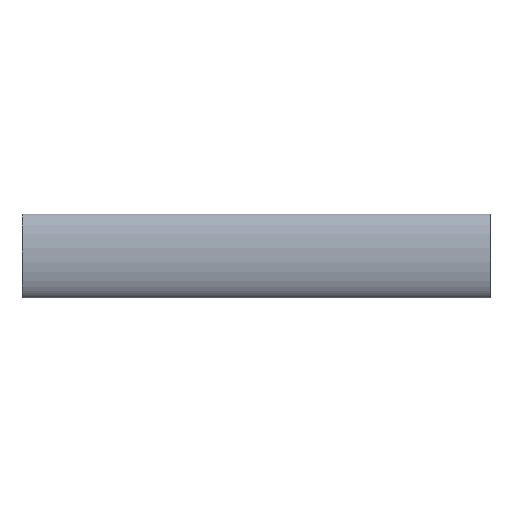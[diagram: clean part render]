
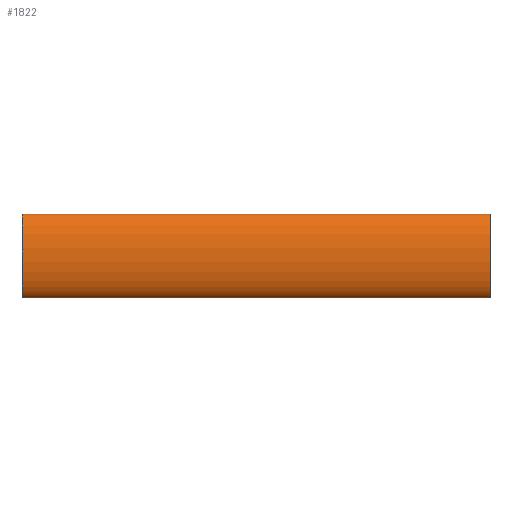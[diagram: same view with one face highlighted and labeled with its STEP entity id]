
A CAD part, left-side view. The second image highlights one B-rep face of the part: STEP entity #1822.
In plain terms, the highlighted free-form (B-spline) face has degree [3, 1] with [4, 2] control points.
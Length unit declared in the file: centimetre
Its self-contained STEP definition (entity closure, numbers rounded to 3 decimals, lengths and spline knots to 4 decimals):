
#15 = EDGE_CURVE ( 'NONE', #1710, #1546, #2321, .T. ) ;
#57 = CARTESIAN_POINT ( 'NONE',  ( -3., 14.5, -1.3 ) ) ;
#100 = CARTESIAN_POINT ( 'NONE',  ( -3., 14.5, 1.3 ) ) ;
#123 = DIRECTION ( 'NONE',  ( 0., -1., 0. ) ) ;
#127 = CARTESIAN_POINT ( 'NONE',  ( -3.97, 0., 1.3 ) ) ;
#221 = CARTESIAN_POINT ( 'NONE',  ( -3., 0., 1.3 ) ) ;
#286 = CARTESIAN_POINT ( 'NONE',  ( -3., 14.5, -1.3 ) ) ;
#298 = CARTESIAN_POINT ( 'NONE',  ( -3., 14.5, -1.3 ) ) ;
#357 = CARTESIAN_POINT ( 'NONE',  ( -3., 0., 1.3 ) ) ;
#429 = CARTESIAN_POINT ( 'NONE',  ( -3., 14.5, 1.3 ) ) ;
#470 = CARTESIAN_POINT ( 'NONE',  ( -3., 0., -1.3 ) ) ;
#492 = VERTEX_POINT ( 'NONE', #357 ) ;
#617 = CARTESIAN_POINT ( 'NONE',  ( -3.97, 14.5, 1.3 ) ) ;
#619 = DIRECTION ( 'NONE',  ( 0., -1., 0. ) ) ;
#740 = ORIENTED_EDGE ( 'NONE', *, *, #15, .F. ) ;
#759 = CARTESIAN_POINT ( 'NONE',  ( -3.97, 0., 1.3 ) ) ;
#818 = FACE_OUTER_BOUND ( 'NONE', #1996, .T. ) ;
#829 = CARTESIAN_POINT ( 'NONE',  ( -3.97, 14.5, -1.3 ) ) ;
#1010 = EDGE_CURVE ( 'NONE', #1710, #1216, #1569, .T. ) ;
#1018 = CARTESIAN_POINT ( 'NONE',  ( -3., 14.5, 1.3 ) ) ;
#1020 = CARTESIAN_POINT ( 'NONE',  ( -3.97, 0., -1.3 ) ) ;
#1146 = CARTESIAN_POINT ( 'NONE',  ( -3.97, 0., -1.3 ) ) ;
#1174 = VECTOR ( 'NONE', #123, 100. ) ;
#1216 = VERTEX_POINT ( 'NONE', #1835 ) ;
#1380 = ORIENTED_EDGE ( 'NONE', *, *, #1010, .T. ) ;
#1546 = VERTEX_POINT ( 'NONE', #100 ) ;
#1563 = CARTESIAN_POINT ( 'NONE',  ( -3., 14.5, 1.3 ) ) ;
#1569 = LINE ( 'NONE', #298, #1174 ) ;
#1607 =( BOUNDED_CURVE ( )  B_SPLINE_CURVE ( 3, ( #1708, #1146, #759, #221 ),
 .UNSPECIFIED., .F., .T. ) 
 B_SPLINE_CURVE_WITH_KNOTS ( ( 4, 4 ),
 ( 3.1416, 6.2832 ),
 .UNSPECIFIED. ) 
 CURVE ( )  GEOMETRIC_REPRESENTATION_ITEM ( )  RATIONAL_B_SPLINE_CURVE ( ( 1., 0.333, 0.333, 1. ) ) 
 REPRESENTATION_ITEM ( '' )  );
#1664 = EDGE_CURVE ( 'NONE', #1216, #492, #1607, .T. ) ;
#1704 = CARTESIAN_POINT ( 'NONE',  ( -3.97, 14.5, -1.3 ) ) ;
#1708 = CARTESIAN_POINT ( 'NONE',  ( -3., 0., -1.3 ) ) ;
#1710 = VERTEX_POINT ( 'NONE', #57 ) ;
#1745 = CARTESIAN_POINT ( 'NONE',  ( -3.97, 14.5, 1.3 ) ) ;
#1822 = ADVANCED_FACE ( 'NONE', ( #818 ), #2094, .F. ) ;
#1835 = CARTESIAN_POINT ( 'NONE',  ( -3., 0., -1.3 ) ) ;
#1996 = EDGE_LOOP ( 'NONE', ( #740, #1380, #2125, #2043 ) ) ;
#2043 = ORIENTED_EDGE ( 'NONE', *, *, #2170, .F. ) ;
#2076 = LINE ( 'NONE', #1018, #2334 ) ;
#2091 = CARTESIAN_POINT ( 'NONE',  ( -3., 14.5, -1.3 ) ) ;
#2094 =( BOUNDED_SURFACE ( )  B_SPLINE_SURFACE ( 3, 1, ( 
 ( #2091, #470 ),
 ( #829, #1020 ),
 ( #1745, #127 ),
 ( #1563, #2290 ) ),
 .UNSPECIFIED., .F., .F., .F. ) 
 B_SPLINE_SURFACE_WITH_KNOTS ( ( 4, 4 ),
 ( 2, 2 ),
 ( 0., 1. ),
 ( 0., 1. ),
 .UNSPECIFIED. ) 
 GEOMETRIC_REPRESENTATION_ITEM ( )  RATIONAL_B_SPLINE_SURFACE ( (
 ( 1., 1.),
 ( 0.333, 0.333),
 ( 0.333, 0.333),
 ( 1., 1.) ) ) 
 REPRESENTATION_ITEM ( '' )  SURFACE ( )  );
#2125 = ORIENTED_EDGE ( 'NONE', *, *, #1664, .T. ) ;
#2170 = EDGE_CURVE ( 'NONE', #1546, #492, #2076, .T. ) ;
#2290 = CARTESIAN_POINT ( 'NONE',  ( -3., 0., 1.3 ) ) ;
#2321 =( BOUNDED_CURVE ( )  B_SPLINE_CURVE ( 3, ( #286, #1704, #617, #429 ),
 .UNSPECIFIED., .F., .T. ) 
 B_SPLINE_CURVE_WITH_KNOTS ( ( 4, 4 ),
 ( 3.1416, 6.2832 ),
 .UNSPECIFIED. ) 
 CURVE ( )  GEOMETRIC_REPRESENTATION_ITEM ( )  RATIONAL_B_SPLINE_CURVE ( ( 1., 0.333, 0.333, 1. ) ) 
 REPRESENTATION_ITEM ( '' )  );
#2334 = VECTOR ( 'NONE', #619, 100. ) ;
